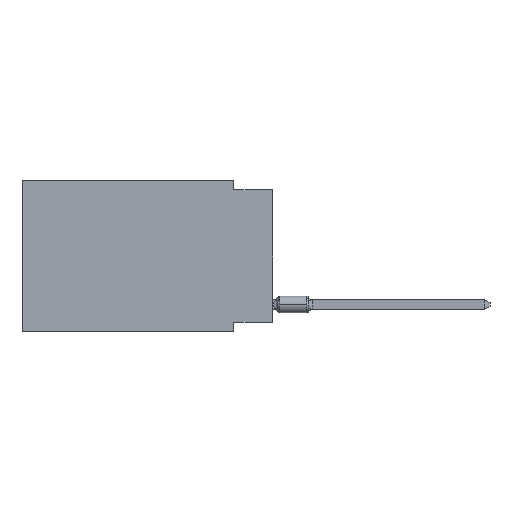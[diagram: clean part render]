
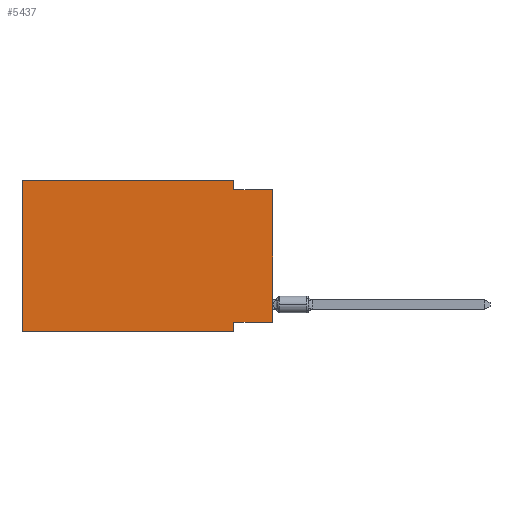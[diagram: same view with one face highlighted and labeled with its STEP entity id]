
A CAD part, left-side view. The second image highlights one B-rep face of the part: STEP entity #5437.
In plain terms, the highlighted planar face has unit normal (-1, 0, 0).
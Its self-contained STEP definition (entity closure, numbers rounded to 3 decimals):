
#284 = EDGE_CURVE ( 'NONE', #10081, #5980, #4454, .T. ) ;
#375 = DIRECTION ( 'NONE',  ( 0., 0., 1. ) ) ;
#392 = CARTESIAN_POINT ( 'NONE',  ( 0., 16.383, 0. ) ) ;
#433 = CARTESIAN_POINT ( 'NONE',  ( 0., 16.383, -9.906 ) ) ;
#601 = DIRECTION ( 'NONE',  ( 0., 0., -1. ) ) ;
#1389 = CARTESIAN_POINT ( 'NONE',  ( 0., 2.54, -9.906 ) ) ;
#1477 = LINE ( 'NONE', #5172, #7476 ) ;
#1639 = PLANE ( 'NONE',  #7678 ) ;
#1845 = ORIENTED_EDGE ( 'NONE', *, *, #9526, .F. ) ;
#2000 = ORIENTED_EDGE ( 'NONE', *, *, #3249, .F. ) ;
#2230 = LINE ( 'NONE', #392, #10817 ) ;
#2970 = ORIENTED_EDGE ( 'NONE', *, *, #6100, .F. ) ;
#3143 = DIRECTION ( 'NONE',  ( 0., 0., -1. ) ) ;
#3213 = VECTOR ( 'NONE', #12345, 1000. ) ;
#3249 = EDGE_CURVE ( 'NONE', #5245, #9748, #8650, .T. ) ;
#3813 = EDGE_CURVE ( 'NONE', #5980, #6869, #10051, .T. ) ;
#3962 = ORIENTED_EDGE ( 'NONE', *, *, #9903, .F. ) ;
#4195 = CARTESIAN_POINT ( 'NONE',  ( 0., 2.54, 0. ) ) ;
#4313 = VECTOR ( 'NONE', #5234, 1000. ) ;
#4454 = LINE ( 'NONE', #8412, #3213 ) ;
#4529 = CARTESIAN_POINT ( 'NONE',  ( 0., 2.54, -9.271 ) ) ;
#4626 = VECTOR ( 'NONE', #375, 1000. ) ;
#4708 = ORIENTED_EDGE ( 'NONE', *, *, #10036, .T. ) ;
#4947 = CARTESIAN_POINT ( 'NONE',  ( 0., 0., -0.635 ) ) ;
#4998 = LINE ( 'NONE', #7001, #11240 ) ;
#5172 = CARTESIAN_POINT ( 'NONE',  ( 0., 2.54, -9.906 ) ) ;
#5234 = DIRECTION ( 'NONE',  ( 0., -1., 0. ) ) ;
#5245 = VERTEX_POINT ( 'NONE', #7097 ) ;
#5358 = LINE ( 'NONE', #433, #4313 ) ;
#5400 = CARTESIAN_POINT ( 'NONE',  ( 0., 16.383, 0. ) ) ;
#5437 = ADVANCED_FACE ( 'NONE', ( #11405 ), #1639, .F. ) ;
#5980 = VERTEX_POINT ( 'NONE', #4195 ) ;
#6076 = ORIENTED_EDGE ( 'NONE', *, *, #284, .F. ) ;
#6100 = EDGE_CURVE ( 'NONE', #9748, #6776, #1477, .T. ) ;
#6157 = LINE ( 'NONE', #8224, #4626 ) ;
#6452 = CARTESIAN_POINT ( 'NONE',  ( 0., 0., -9.271 ) ) ;
#6776 = VERTEX_POINT ( 'NONE', #1389 ) ;
#6804 = ORIENTED_EDGE ( 'NONE', *, *, #3813, .F. ) ;
#6869 = VERTEX_POINT ( 'NONE', #12245 ) ;
#7001 = CARTESIAN_POINT ( 'NONE',  ( 0., 0., -0.635 ) ) ;
#7097 = CARTESIAN_POINT ( 'NONE',  ( 0., 0., -9.271 ) ) ;
#7119 = VERTEX_POINT ( 'NONE', #10670 ) ;
#7124 = VECTOR ( 'NONE', #12600, 1000. ) ;
#7373 = CARTESIAN_POINT ( 'NONE',  ( 0., 16.383, 0. ) ) ;
#7476 = VECTOR ( 'NONE', #9353, 1000. ) ;
#7678 = AXIS2_PLACEMENT_3D ( 'NONE', #5400, #8509, #601 ) ;
#7804 = VERTEX_POINT ( 'NONE', #4947 ) ;
#8224 = CARTESIAN_POINT ( 'NONE',  ( 0., 0., 0. ) ) ;
#8337 = VECTOR ( 'NONE', #3143, 1000. ) ;
#8412 = CARTESIAN_POINT ( 'NONE',  ( 0., 16.383, 0. ) ) ;
#8509 = DIRECTION ( 'NONE',  ( 1., 0., 0. ) ) ;
#8650 = LINE ( 'NONE', #6452, #7124 ) ;
#8770 = ORIENTED_EDGE ( 'NONE', *, *, #11616, .T. ) ;
#9353 = DIRECTION ( 'NONE',  ( 0., 0., -1. ) ) ;
#9526 = EDGE_CURVE ( 'NONE', #7119, #10081, #2230, .T. ) ;
#9748 = VERTEX_POINT ( 'NONE', #4529 ) ;
#9902 = EDGE_LOOP ( 'NONE', ( #4708, #3962, #6804, #6076, #1845, #8770, #2970, #2000 ) ) ;
#9903 = EDGE_CURVE ( 'NONE', #6869, #7804, #4998, .T. ) ;
#10036 = EDGE_CURVE ( 'NONE', #5245, #7804, #6157, .T. ) ;
#10051 = LINE ( 'NONE', #11145, #8337 ) ;
#10081 = VERTEX_POINT ( 'NONE', #7373 ) ;
#10163 = DIRECTION ( 'NONE',  ( 0., 0., 1. ) ) ;
#10670 = CARTESIAN_POINT ( 'NONE',  ( 0., 16.383, -9.906 ) ) ;
#10817 = VECTOR ( 'NONE', #10163, 1000. ) ;
#11145 = CARTESIAN_POINT ( 'NONE',  ( 0., 2.54, 0. ) ) ;
#11240 = VECTOR ( 'NONE', #12756, 1000. ) ;
#11405 = FACE_OUTER_BOUND ( 'NONE', #9902, .T. ) ;
#11616 = EDGE_CURVE ( 'NONE', #7119, #6776, #5358, .T. ) ;
#12245 = CARTESIAN_POINT ( 'NONE',  ( 0., 2.54, -0.635 ) ) ;
#12345 = DIRECTION ( 'NONE',  ( 0., -1., 0. ) ) ;
#12600 = DIRECTION ( 'NONE',  ( 0., 1., 0. ) ) ;
#12756 = DIRECTION ( 'NONE',  ( 0., -1., 0. ) ) ;
